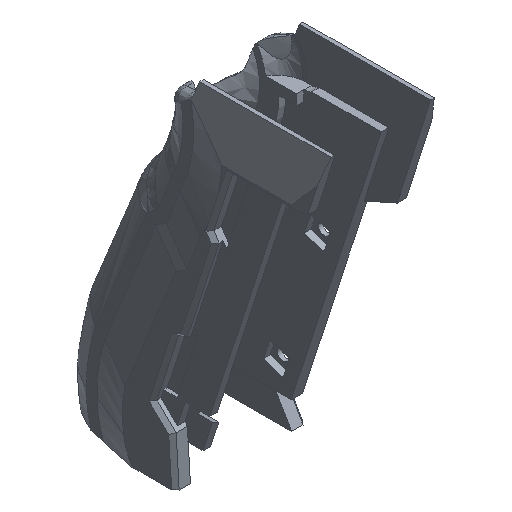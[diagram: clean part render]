
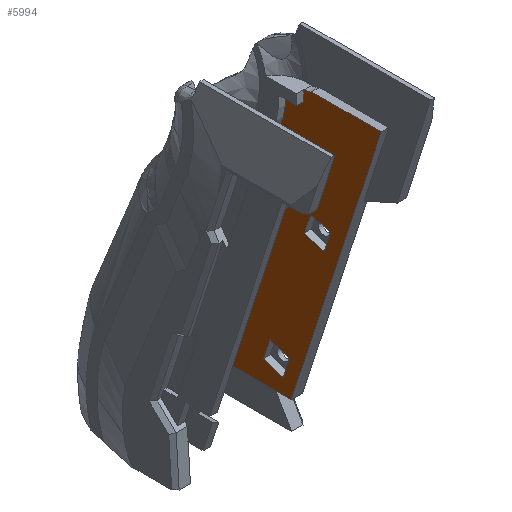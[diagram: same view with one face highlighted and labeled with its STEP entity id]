
A CAD part, isometric view. The second image highlights one B-rep face of the part: STEP entity #5994.
In plain terms, the highlighted planar face has unit normal (-1, 0, 0).
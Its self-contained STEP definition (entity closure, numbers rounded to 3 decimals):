
#162=B_SPLINE_CURVE_WITH_KNOTS('',3,(#8740,#8741,#8742,#8743),
 .UNSPECIFIED.,.F.,.F.,(4,4),(4.398,4.733),
 .UNSPECIFIED.);
#498=CIRCLE('',#6311,4.75);
#538=CIRCLE('',#6406,4.);
#539=CIRCLE('',#6408,23.129);
#540=CIRCLE('',#6409,56.245);
#541=CIRCLE('',#6410,52.355);
#542=CIRCLE('',#6411,29.365);
#933=ORIENTED_EDGE('',*,*,#2551,.F.);
#934=ORIENTED_EDGE('',*,*,#2549,.F.);
#935=ORIENTED_EDGE('',*,*,#2547,.F.);
#936=ORIENTED_EDGE('',*,*,#2544,.F.);
#937=ORIENTED_EDGE('',*,*,#2543,.F.);
#938=ORIENTED_EDGE('',*,*,#2541,.F.);
#939=ORIENTED_EDGE('',*,*,#2539,.F.);
#940=ORIENTED_EDGE('',*,*,#2536,.F.);
#941=ORIENTED_EDGE('',*,*,#2535,.T.);
#942=ORIENTED_EDGE('',*,*,#2532,.T.);
#943=ORIENTED_EDGE('',*,*,#2553,.T.);
#944=ORIENTED_EDGE('',*,*,#2528,.F.);
#945=ORIENTED_EDGE('',*,*,#2698,.T.);
#946=ORIENTED_EDGE('',*,*,#2700,.F.);
#947=ORIENTED_EDGE('',*,*,#2701,.F.);
#948=ORIENTED_EDGE('',*,*,#2702,.T.);
#949=ORIENTED_EDGE('',*,*,#2703,.T.);
#950=ORIENTED_EDGE('',*,*,#2704,.F.);
#951=ORIENTED_EDGE('',*,*,#2705,.T.);
#952=ORIENTED_EDGE('',*,*,#2706,.T.);
#953=ORIENTED_EDGE('',*,*,#2707,.T.);
#954=ORIENTED_EDGE('',*,*,#2708,.T.);
#955=ORIENTED_EDGE('',*,*,#2709,.T.);
#956=ORIENTED_EDGE('',*,*,#2710,.T.);
#957=ORIENTED_EDGE('',*,*,#2711,.T.);
#2528=EDGE_CURVE('',#3456,#3457,#4037,.T.);
#2532=EDGE_CURVE('',#3460,#3461,#498,.F.);
#2535=EDGE_CURVE('',#3461,#3460,#4043,.T.);
#2536=EDGE_CURVE('',#3462,#3463,#4044,.T.);
#2539=EDGE_CURVE('',#3463,#3464,#4047,.T.);
#2541=EDGE_CURVE('',#3464,#3465,#4049,.T.);
#2543=EDGE_CURVE('',#3465,#3462,#4051,.T.);
#2544=EDGE_CURVE('',#3466,#3467,#4052,.T.);
#2547=EDGE_CURVE('',#3467,#3468,#4055,.T.);
#2549=EDGE_CURVE('',#3468,#3469,#4057,.T.);
#2551=EDGE_CURVE('',#3469,#3466,#4059,.T.);
#2553=EDGE_CURVE('',#3471,#3457,#4061,.T.);
#2698=EDGE_CURVE('',#3456,#3567,#538,.F.);
#2700=EDGE_CURVE('',#3568,#3567,#4143,.T.);
#2701=EDGE_CURVE('',#3569,#3568,#4144,.T.);
#2702=EDGE_CURVE('',#3569,#3570,#4145,.T.);
#2703=EDGE_CURVE('',#3570,#3571,#539,.F.);
#2704=EDGE_CURVE('',#3572,#3571,#4146,.T.);
#2705=EDGE_CURVE('',#3572,#3573,#540,.F.);
#2706=EDGE_CURVE('',#3573,#3574,#541,.T.);
#2707=EDGE_CURVE('',#3574,#3575,#162,.T.);
#2708=EDGE_CURVE('',#3575,#3576,#542,.T.);
#2709=EDGE_CURVE('',#3576,#3577,#4147,.T.);
#2710=EDGE_CURVE('',#3577,#3578,#4148,.F.);
#2711=EDGE_CURVE('',#3578,#3471,#4149,.T.);
#3456=VERTEX_POINT('',#8221);
#3457=VERTEX_POINT('',#8222);
#3460=VERTEX_POINT('',#8230);
#3461=VERTEX_POINT('',#8231);
#3462=VERTEX_POINT('',#8238);
#3463=VERTEX_POINT('',#8239);
#3464=VERTEX_POINT('',#8244);
#3465=VERTEX_POINT('',#8248);
#3466=VERTEX_POINT('',#8254);
#3467=VERTEX_POINT('',#8255);
#3468=VERTEX_POINT('',#8260);
#3469=VERTEX_POINT('',#8264);
#3471=VERTEX_POINT('',#8272);
#3567=VERTEX_POINT('',#8723);
#3568=VERTEX_POINT('',#8727);
#3569=VERTEX_POINT('',#8729);
#3570=VERTEX_POINT('',#8731);
#3571=VERTEX_POINT('',#8733);
#3572=VERTEX_POINT('',#8735);
#3573=VERTEX_POINT('',#8737);
#3574=VERTEX_POINT('',#8739);
#3575=VERTEX_POINT('',#8744);
#3576=VERTEX_POINT('',#8746);
#3577=VERTEX_POINT('',#8748);
#3578=VERTEX_POINT('',#8750);
#4037=LINE('',#8220,#4548);
#4043=LINE('',#8235,#4554);
#4044=LINE('',#8237,#4555);
#4047=LINE('',#8243,#4558);
#4049=LINE('',#8247,#4560);
#4051=LINE('',#8251,#4562);
#4052=LINE('',#8253,#4563);
#4055=LINE('',#8259,#4566);
#4057=LINE('',#8263,#4568);
#4059=LINE('',#8267,#4570);
#4061=LINE('',#8271,#4572);
#4143=LINE('',#8726,#4654);
#4144=LINE('',#8728,#4655);
#4145=LINE('',#8730,#4656);
#4146=LINE('',#8734,#4657);
#4147=LINE('',#8747,#4658);
#4148=LINE('',#8749,#4659);
#4149=LINE('',#8751,#4660);
#4548=VECTOR('',#6803,1000.);
#4554=VECTOR('',#6815,1000.);
#4555=VECTOR('',#6818,1000.);
#4558=VECTOR('',#6823,1000.);
#4560=VECTOR('',#6827,1000.);
#4562=VECTOR('',#6831,1000.);
#4563=VECTOR('',#6834,1000.);
#4566=VECTOR('',#6839,1000.);
#4568=VECTOR('',#6843,1000.);
#4570=VECTOR('',#6847,1000.);
#4572=VECTOR('',#6851,1000.);
#4654=VECTOR('',#7105,1000.);
#4655=VECTOR('',#7106,1000.);
#4656=VECTOR('',#7107,1000.);
#4657=VECTOR('',#7110,1000.);
#4658=VECTOR('',#7117,1000.);
#4659=VECTOR('',#7118,1000.);
#4660=VECTOR('',#7119,1000.);
#5099=EDGE_LOOP('',(#933,#934,#935,#936));
#5100=EDGE_LOOP('',(#937,#938,#939,#940));
#5101=EDGE_LOOP('',(#941,#942));
#5102=EDGE_LOOP('',(#943,#944,#945,#946,#947,#948,#949,#950,#951,#952,#953,
#954,#955,#956,#957));
#5463=FACE_BOUND('',#5099,.T.);
#5464=FACE_BOUND('',#5100,.T.);
#5465=FACE_BOUND('',#5101,.T.);
#5466=FACE_BOUND('',#5102,.T.);
#5775=PLANE('',#6407);
#5994=ADVANCED_FACE('',(#5463,#5464,#5465,#5466),#5775,.T.);
#6311=AXIS2_PLACEMENT_3D('',#8229,#6809,#6810);
#6406=AXIS2_PLACEMENT_3D('',#8722,#7100,#7101);
#6407=AXIS2_PLACEMENT_3D('',#8725,#7103,#7104);
#6408=AXIS2_PLACEMENT_3D('',#8732,#7108,#7109);
#6409=AXIS2_PLACEMENT_3D('',#8736,#7111,#7112);
#6410=AXIS2_PLACEMENT_3D('',#8738,#7113,#7114);
#6411=AXIS2_PLACEMENT_3D('',#8745,#7115,#7116);
#6803=DIRECTION('',(0.,-1.,0.));
#6809=DIRECTION('',(-1.,0.,0.));
#6810=DIRECTION('',(0.,0.,1.));
#6815=DIRECTION('',(0.,0.309,-0.951));
#6818=DIRECTION('',(0.,-0.951,-0.309));
#6823=DIRECTION('',(0.,-0.309,0.951));
#6827=DIRECTION('',(0.,0.951,0.309));
#6831=DIRECTION('',(0.,0.309,-0.951));
#6834=DIRECTION('',(0.,-0.951,-0.309));
#6839=DIRECTION('',(0.,-0.309,0.951));
#6843=DIRECTION('',(0.,0.951,0.309));
#6847=DIRECTION('',(0.,0.309,-0.951));
#6851=DIRECTION('',(0.,-0.309,0.951));
#7100=DIRECTION('',(-1.,0.,0.));
#7101=DIRECTION('',(0.,0.,1.));
#7103=DIRECTION('',(-1.,0.,0.));
#7104=DIRECTION('',(0.,0.,-1.));
#7105=DIRECTION('',(0.,-1.,0.));
#7106=DIRECTION('',(0.,0.,1.));
#7107=DIRECTION('',(0.,1.,0.));
#7108=DIRECTION('',(-1.,0.,0.));
#7109=DIRECTION('',(0.,0.,1.));
#7110=DIRECTION('',(0.,-0.357,0.934));
#7111=DIRECTION('',(-1.,0.,0.));
#7112=DIRECTION('',(0.,0.,1.));
#7113=DIRECTION('',(-1.,0.,0.));
#7114=DIRECTION('',(0.,0.,1.));
#7115=DIRECTION('',(-1.,0.,0.));
#7116=DIRECTION('',(0.,0.,1.));
#7117=DIRECTION('',(0.,-1.,0.));
#7118=DIRECTION('',(0.,-0.615,-0.789));
#7119=DIRECTION('',(0.,-1.,0.));
#8220=CARTESIAN_POINT('',(10.8,0.,83.211));
#8221=CARTESIAN_POINT('',(10.8,163.54,83.211));
#8222=CARTESIAN_POINT('',(10.8,145.026,83.211));
#8229=CARTESIAN_POINT('',(10.8,188.575,21.834));
#8230=CARTESIAN_POINT('',(10.8,186.34,17.643));
#8231=CARTESIAN_POINT('',(10.8,184.303,23.911));
#8235=CARTESIAN_POINT('',(10.8,184.395,23.628));
#8237=CARTESIAN_POINT('',(10.8,176.419,15.156));
#8238=CARTESIAN_POINT('',(10.8,176.419,15.156));
#8239=CARTESIAN_POINT('',(10.8,171.188,13.456));
#8243=CARTESIAN_POINT('',(10.8,171.188,13.456));
#8244=CARTESIAN_POINT('',(10.8,169.489,18.687));
#8247=CARTESIAN_POINT('',(10.8,169.489,18.687));
#8248=CARTESIAN_POINT('',(10.8,174.72,20.387));
#8251=CARTESIAN_POINT('',(10.8,174.72,20.387));
#8253=CARTESIAN_POINT('',(10.8,165.498,49.624));
#8254=CARTESIAN_POINT('',(10.8,165.498,49.624));
#8255=CARTESIAN_POINT('',(10.8,160.267,47.924));
#8259=CARTESIAN_POINT('',(10.8,160.267,47.924));
#8260=CARTESIAN_POINT('',(10.8,158.567,53.155));
#8263=CARTESIAN_POINT('',(10.8,158.567,53.155));
#8264=CARTESIAN_POINT('',(10.8,163.798,54.854));
#8267=CARTESIAN_POINT('',(10.8,163.798,54.854));
#8271=CARTESIAN_POINT('',(10.8,169.296,8.518));
#8272=CARTESIAN_POINT('',(10.8,169.012,9.391));
#8722=CARTESIAN_POINT('',(10.8,165.578,86.653));
#8723=CARTESIAN_POINT('',(10.8,165.578,82.653));
#8725=CARTESIAN_POINT('',(10.8,0.,0.));
#8726=CARTESIAN_POINT('',(10.8,165.639,82.653));
#8727=CARTESIAN_POINT('',(10.8,165.639,82.653));
#8728=CARTESIAN_POINT('',(10.8,165.639,82.653));
#8729=CARTESIAN_POINT('',(10.8,165.639,79.903));
#8730=CARTESIAN_POINT('',(10.8,146.101,79.903));
#8731=CARTESIAN_POINT('',(10.8,170.399,79.903));
#8732=CARTESIAN_POINT('',(10.8,193.524,79.471));
#8733=CARTESIAN_POINT('',(10.8,173.405,68.06));
#8734=CARTESIAN_POINT('',(10.8,174.015,66.465));
#8735=CARTESIAN_POINT('',(10.8,183.391,41.917));
#8736=CARTESIAN_POINT('',(10.8,233.766,66.934));
#8737=CARTESIAN_POINT('',(10.8,188.201,33.959));
#8738=CARTESIAN_POINT('',(10.8,144.02,5.868));
#8739=CARTESIAN_POINT('',(10.8,193.127,24.023));
#8740=CARTESIAN_POINT('',(10.8,193.127,24.023));
#8741=CARTESIAN_POINT('',(10.8,194.644,19.352));
#8742=CARTESIAN_POINT('',(10.8,195.37,14.426));
#8743=CARTESIAN_POINT('',(10.8,195.267,9.517));
#8744=CARTESIAN_POINT('',(10.8,195.267,9.517));
#8745=CARTESIAN_POINT('',(10.8,165.907,10.062));
#8746=CARTESIAN_POINT('',(10.8,195.249,8.891));
#8747=CARTESIAN_POINT('',(10.8,191.36,8.891));
#8748=CARTESIAN_POINT('',(10.8,194.5,8.891));
#8749=CARTESIAN_POINT('',(10.8,117.309,-90.207));
#8750=CARTESIAN_POINT('',(10.8,194.889,9.391));
#8751=CARTESIAN_POINT('',(10.8,191.36,9.391));
